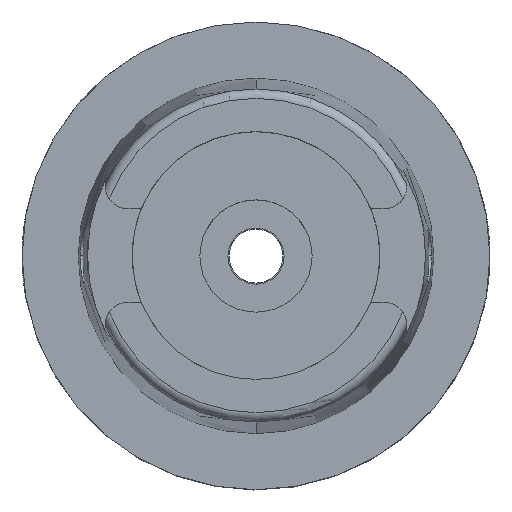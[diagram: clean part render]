
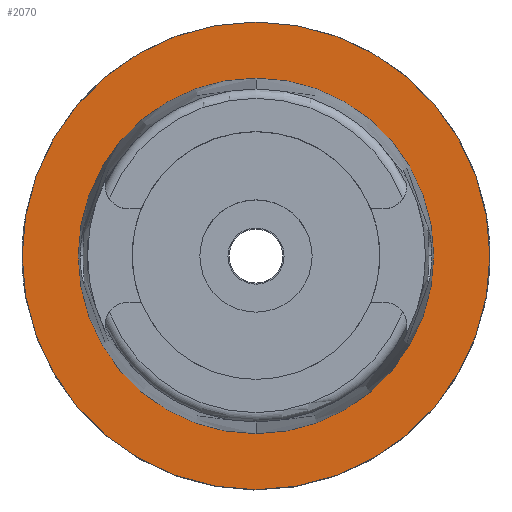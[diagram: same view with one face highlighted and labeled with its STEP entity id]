
A CAD part, top view. The second image highlights one B-rep face of the part: STEP entity #2070.
In plain terms, the highlighted planar face has unit normal (0, 0, 1).
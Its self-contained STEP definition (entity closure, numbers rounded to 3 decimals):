
#185 = CARTESIAN_POINT ( 'NONE',  ( 0., 0., 0. ) ) ;
#343 = ORIENTED_EDGE ( 'NONE', *, *, #4337, .F. ) ;
#373 = EDGE_CURVE ( 'NONE', #3103, #3570, #2140, .T. ) ;
#436 = DIRECTION ( 'NONE',  ( 0., 1., 0. ) ) ;
#868 = VERTEX_POINT ( 'NONE', #2204 ) ;
#1019 = EDGE_CURVE ( 'NONE', #3570, #3103, #1219, .T. ) ;
#1105 = DIRECTION ( 'NONE',  ( 0., 0., 1. ) ) ;
#1205 = ORIENTED_EDGE ( 'NONE', *, *, #1362, .F. ) ;
#1219 = CIRCLE ( 'NONE', #4850, 50. ) ;
#1362 = EDGE_CURVE ( 'NONE', #868, #2549, #2046, .T. ) ;
#1406 = AXIS2_PLACEMENT_3D ( 'NONE', #4291, #5178, #436 ) ;
#1460 = DIRECTION ( 'NONE',  ( 0., 0., -1. ) ) ;
#2046 = CIRCLE ( 'NONE', #3035, 38. ) ;
#2050 = DIRECTION ( 'NONE',  ( 0., 0., 1. ) ) ;
#2070 = ADVANCED_FACE ( 'NONE', ( #3245, #2318 ), #4050, .T. ) ;
#2137 = DIRECTION ( 'NONE',  ( 0., -1., 0. ) ) ;
#2140 = CIRCLE ( 'NONE', #2573, 50. ) ;
#2204 = CARTESIAN_POINT ( 'NONE',  ( 0., -38., 0. ) ) ;
#2253 = EDGE_LOOP ( 'NONE', ( #343, #1205 ) ) ;
#2292 = CARTESIAN_POINT ( 'NONE',  ( 0., 0., 0. ) ) ;
#2318 = FACE_BOUND ( 'NONE', #2253, .T. ) ;
#2343 = DIRECTION ( 'NONE',  ( 0., 1., 0. ) ) ;
#2436 = CARTESIAN_POINT ( 'NONE',  ( 0., 38., 0. ) ) ;
#2461 = DIRECTION ( 'NONE',  ( 0., 0., -1. ) ) ;
#2549 = VERTEX_POINT ( 'NONE', #2436 ) ;
#2573 = AXIS2_PLACEMENT_3D ( 'NONE', #2292, #1460, #2343 ) ;
#2619 = CARTESIAN_POINT ( 'NONE',  ( 0., -50., 0. ) ) ;
#2885 = CARTESIAN_POINT ( 'NONE',  ( 0., 0., 0. ) ) ;
#3035 = AXIS2_PLACEMENT_3D ( 'NONE', #4711, #2050, #2137 ) ;
#3103 = VERTEX_POINT ( 'NONE', #3587 ) ;
#3183 = ORIENTED_EDGE ( 'NONE', *, *, #1019, .F. ) ;
#3245 = FACE_OUTER_BOUND ( 'NONE', #3928, .T. ) ;
#3299 = DIRECTION ( 'NONE',  ( 0., -1., 0. ) ) ;
#3570 = VERTEX_POINT ( 'NONE', #2619 ) ;
#3587 = CARTESIAN_POINT ( 'NONE',  ( 0., 50., 0. ) ) ;
#3643 = ORIENTED_EDGE ( 'NONE', *, *, #373, .F. ) ;
#3737 = CIRCLE ( 'NONE', #1406, 38. ) ;
#3928 = EDGE_LOOP ( 'NONE', ( #3643, #3183 ) ) ;
#4039 = AXIS2_PLACEMENT_3D ( 'NONE', #185, #1105, #4992 ) ;
#4050 = PLANE ( 'NONE',  #4039 ) ;
#4291 = CARTESIAN_POINT ( 'NONE',  ( 0., 0., 0. ) ) ;
#4337 = EDGE_CURVE ( 'NONE', #2549, #868, #3737, .T. ) ;
#4711 = CARTESIAN_POINT ( 'NONE',  ( 0., 0., 0. ) ) ;
#4850 = AXIS2_PLACEMENT_3D ( 'NONE', #2885, #2461, #3299 ) ;
#4992 = DIRECTION ( 'NONE',  ( 1., 0., 0. ) ) ;
#5178 = DIRECTION ( 'NONE',  ( 0., 0., 1. ) ) ;
